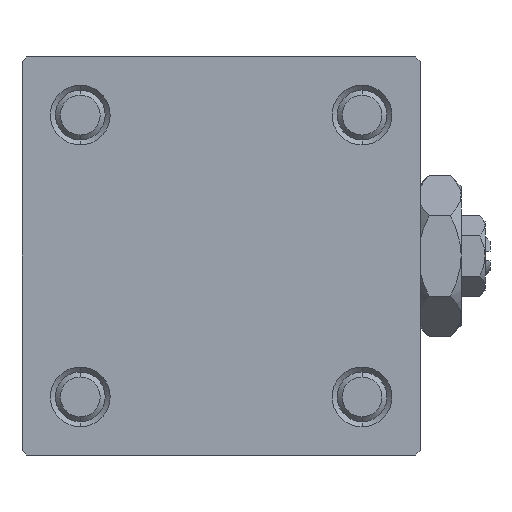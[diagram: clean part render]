
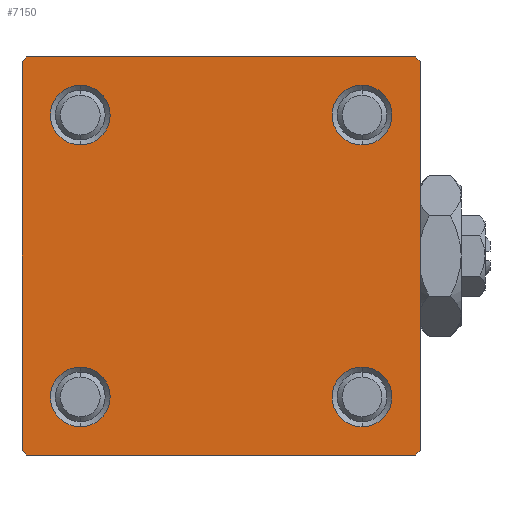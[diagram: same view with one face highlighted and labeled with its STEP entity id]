
A CAD part, left-side view. The second image highlights one B-rep face of the part: STEP entity #7150.
In plain terms, the highlighted planar face has unit normal (-1, 0, 0).
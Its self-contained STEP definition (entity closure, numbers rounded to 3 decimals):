
#38 = DIRECTION ( 'NONE',  ( 1., 0., 0. ) ) ;
#803 = EDGE_CURVE ( 'NONE', #30343, #20838, #18268, .T. ) ;
#1245 = LINE ( 'NONE', #50052, #37086 ) ;
#1364 = AXIS2_PLACEMENT_3D ( 'NONE', #26439, #42439, #14887 ) ;
#1596 = VERTEX_POINT ( 'NONE', #23159 ) ;
#1664 = VERTEX_POINT ( 'NONE', #8200 ) ;
#1960 = CARTESIAN_POINT ( 'NONE',  ( 0., 0., 0. ) ) ;
#2489 = FACE_OUTER_BOUND ( 'NONE', #48206, .T. ) ;
#2984 = CARTESIAN_POINT ( 'NONE',  ( 0., 14.15, 14.15 ) ) ;
#3059 = CARTESIAN_POINT ( 'NONE',  ( 0., 14.15, 17.15 ) ) ;
#3298 = VECTOR ( 'NONE', #10474, 1000. ) ;
#3455 = DIRECTION ( 'NONE',  ( 0., 0., 1. ) ) ;
#3717 = CARTESIAN_POINT ( 'NONE',  ( 0., 19.75, 19.75 ) ) ;
#4168 = EDGE_CURVE ( 'NONE', #1664, #36320, #51146, .T. ) ;
#4385 = CIRCLE ( 'NONE', #24451, 3. ) ;
#5073 = ORIENTED_EDGE ( 'NONE', *, *, #27046, .T. ) ;
#5083 = DIRECTION ( 'NONE',  ( 1., 0., 0. ) ) ;
#5290 = AXIS2_PLACEMENT_3D ( 'NONE', #11579, #38, #3455 ) ;
#5896 = FACE_BOUND ( 'NONE', #24798, .T. ) ;
#6021 = ORIENTED_EDGE ( 'NONE', *, *, #32813, .T. ) ;
#6125 = VECTOR ( 'NONE', #25205, 1000. ) ;
#6634 = ORIENTED_EDGE ( 'NONE', *, *, #31025, .T. ) ;
#7150 = ADVANCED_FACE ( 'NONE', ( #5896, #17958, #10090, #26602, #2489 ), #22420, .T. ) ;
#7341 = DIRECTION ( 'NONE',  ( 0., 0., 1. ) ) ;
#7819 = CIRCLE ( 'NONE', #5290, 3. ) ;
#8200 = CARTESIAN_POINT ( 'NONE',  ( 0., -20., 19.5 ) ) ;
#8691 = CARTESIAN_POINT ( 'NONE',  ( 0., -19.5, -20. ) ) ;
#8798 = DIRECTION ( 'NONE',  ( 0., -0.707, -0.707 ) ) ;
#9050 = CARTESIAN_POINT ( 'NONE',  ( 0., 19.75, -19.75 ) ) ;
#9114 = ORIENTED_EDGE ( 'NONE', *, *, #17969, .T. ) ;
#9211 = CARTESIAN_POINT ( 'NONE',  ( 0., 20., -20. ) ) ;
#9270 = CARTESIAN_POINT ( 'NONE',  ( 0., -14.15, -11.15 ) ) ;
#9470 = CARTESIAN_POINT ( 'NONE',  ( 0., 19.5, -20. ) ) ;
#9786 = VECTOR ( 'NONE', #8798, 1000. ) ;
#10012 = DIRECTION ( 'NONE',  ( 0., 0., 1. ) ) ;
#10090 = FACE_BOUND ( 'NONE', #47597, .T. ) ;
#10474 = DIRECTION ( 'NONE',  ( 0., 0.707, 0.707 ) ) ;
#10483 = EDGE_CURVE ( 'NONE', #45116, #14505, #4385, .T. ) ;
#11579 = CARTESIAN_POINT ( 'NONE',  ( 0., -14.15, -14.15 ) ) ;
#11627 = VERTEX_POINT ( 'NONE', #31615 ) ;
#11955 = LINE ( 'NONE', #36341, #28634 ) ;
#11966 = ORIENTED_EDGE ( 'NONE', *, *, #32854, .T. ) ;
#12051 = ORIENTED_EDGE ( 'NONE', *, *, #13699, .F. ) ;
#12839 = CARTESIAN_POINT ( 'NONE',  ( 0., -20., -19.5 ) ) ;
#13576 = ORIENTED_EDGE ( 'NONE', *, *, #15859, .F. ) ;
#13695 = CIRCLE ( 'NONE', #36309, 3. ) ;
#13699 = EDGE_CURVE ( 'NONE', #36963, #36320, #11955, .T. ) ;
#14073 = DIRECTION ( 'NONE',  ( 0., 0., -1. ) ) ;
#14253 = CARTESIAN_POINT ( 'NONE',  ( 0., 14.15, 11.15 ) ) ;
#14471 = CARTESIAN_POINT ( 'NONE',  ( 0., 20., -19.5 ) ) ;
#14505 = VERTEX_POINT ( 'NONE', #35175 ) ;
#14565 = VECTOR ( 'NONE', #31294, 1000. ) ;
#14887 = DIRECTION ( 'NONE',  ( 0., 0., 1. ) ) ;
#15502 = ORIENTED_EDGE ( 'NONE', *, *, #33977, .T. ) ;
#15631 = ORIENTED_EDGE ( 'NONE', *, *, #47704, .T. ) ;
#15825 = DIRECTION ( 'NONE',  ( 0., 0., 1. ) ) ;
#15831 = DIRECTION ( 'NONE',  ( 0., -0.707, 0.707 ) ) ;
#15859 = EDGE_CURVE ( 'NONE', #1664, #51934, #1245, .T. ) ;
#17958 = FACE_BOUND ( 'NONE', #47232, .T. ) ;
#17969 = EDGE_CURVE ( 'NONE', #28843, #44530, #41973, .T. ) ;
#18268 = CIRCLE ( 'NONE', #41691, 3. ) ;
#18482 = DIRECTION ( 'NONE',  ( 0., 0., 1. ) ) ;
#18985 = CARTESIAN_POINT ( 'NONE',  ( 0., -19.75, -19.75 ) ) ;
#19138 = CARTESIAN_POINT ( 'NONE',  ( 0., -14.15, 14.15 ) ) ;
#19584 = ORIENTED_EDGE ( 'NONE', *, *, #35219, .T. ) ;
#19719 = VERTEX_POINT ( 'NONE', #14471 ) ;
#20729 = CIRCLE ( 'NONE', #46701, 3. ) ;
#20838 = VERTEX_POINT ( 'NONE', #45379 ) ;
#22420 = PLANE ( 'NONE',  #22683 ) ;
#22566 = CARTESIAN_POINT ( 'NONE',  ( 0., 14.15, -14.15 ) ) ;
#22683 = AXIS2_PLACEMENT_3D ( 'NONE', #1960, #38421, #18482 ) ;
#22684 = CARTESIAN_POINT ( 'NONE',  ( 0., 19.5, 20. ) ) ;
#23159 = CARTESIAN_POINT ( 'NONE',  ( 0., 20., 19.5 ) ) ;
#24451 = AXIS2_PLACEMENT_3D ( 'NONE', #19138, #47742, #43789 ) ;
#24798 = EDGE_LOOP ( 'NONE', ( #44143, #26300 ) ) ;
#25205 = DIRECTION ( 'NONE',  ( 0., -1., 0. ) ) ;
#25272 = EDGE_CURVE ( 'NONE', #14505, #45116, #39072, .T. ) ;
#25388 = VECTOR ( 'NONE', #31779, 1000. ) ;
#26300 = ORIENTED_EDGE ( 'NONE', *, *, #25272, .T. ) ;
#26436 = VECTOR ( 'NONE', #15831, 1000. ) ;
#26439 = CARTESIAN_POINT ( 'NONE',  ( 0., -14.15, 14.15 ) ) ;
#26602 = FACE_BOUND ( 'NONE', #32669, .T. ) ;
#26720 = ORIENTED_EDGE ( 'NONE', *, *, #4168, .T. ) ;
#26962 = AXIS2_PLACEMENT_3D ( 'NONE', #2984, #46789, #15825 ) ;
#27046 = EDGE_CURVE ( 'NONE', #44530, #51934, #47584, .T. ) ;
#27226 = CARTESIAN_POINT ( 'NONE',  ( 0., 14.15, -17.15 ) ) ;
#28009 = EDGE_CURVE ( 'NONE', #19719, #28843, #44984, .T. ) ;
#28448 = VERTEX_POINT ( 'NONE', #9270 ) ;
#28634 = VECTOR ( 'NONE', #31891, 1000. ) ;
#28843 = VERTEX_POINT ( 'NONE', #9470 ) ;
#30343 = VERTEX_POINT ( 'NONE', #27226 ) ;
#30896 = VERTEX_POINT ( 'NONE', #14253 ) ;
#30905 = ORIENTED_EDGE ( 'NONE', *, *, #28009, .T. ) ;
#31025 = EDGE_CURVE ( 'NONE', #45283, #30896, #33672, .T. ) ;
#31037 = CARTESIAN_POINT ( 'NONE',  ( 0., 20., 20. ) ) ;
#31294 = DIRECTION ( 'NONE',  ( 0., 0., -1. ) ) ;
#31615 = CARTESIAN_POINT ( 'NONE',  ( 0., -14.15, -17.15 ) ) ;
#31779 = DIRECTION ( 'NONE',  ( 0., 0.707, -0.707 ) ) ;
#31891 = DIRECTION ( 'NONE',  ( 0., -1., 0. ) ) ;
#32669 = EDGE_LOOP ( 'NONE', ( #6634, #15502 ) ) ;
#32813 = EDGE_CURVE ( 'NONE', #28448, #11627, #7819, .T. ) ;
#32854 = EDGE_CURVE ( 'NONE', #36963, #1596, #35442, .T. ) ;
#33672 = CIRCLE ( 'NONE', #26962, 3. ) ;
#33977 = EDGE_CURVE ( 'NONE', #30896, #45283, #37972, .T. ) ;
#34449 = LINE ( 'NONE', #31037, #14565 ) ;
#34488 = EDGE_CURVE ( 'NONE', #11627, #28448, #13695, .T. ) ;
#35175 = CARTESIAN_POINT ( 'NONE',  ( 0., -14.15, 11.15 ) ) ;
#35219 = EDGE_CURVE ( 'NONE', #1596, #19719, #34449, .T. ) ;
#35442 = LINE ( 'NONE', #3717, #25388 ) ;
#35663 = ORIENTED_EDGE ( 'NONE', *, *, #34488, .T. ) ;
#36309 = AXIS2_PLACEMENT_3D ( 'NONE', #41018, #5083, #41268 ) ;
#36320 = VERTEX_POINT ( 'NONE', #43565 ) ;
#36341 = CARTESIAN_POINT ( 'NONE',  ( 0., 20., 20. ) ) ;
#36353 = ORIENTED_EDGE ( 'NONE', *, *, #803, .T. ) ;
#36963 = VERTEX_POINT ( 'NONE', #22684 ) ;
#37086 = VECTOR ( 'NONE', #14073, 1000. ) ;
#37813 = DIRECTION ( 'NONE',  ( 1., 0., 0. ) ) ;
#37972 = CIRCLE ( 'NONE', #42991, 3. ) ;
#38421 = DIRECTION ( 'NONE',  ( -1., 0., 0. ) ) ;
#38561 = DIRECTION ( 'NONE',  ( 1., 0., 0. ) ) ;
#39072 = CIRCLE ( 'NONE', #1364, 3. ) ;
#39805 = DIRECTION ( 'NONE',  ( 0., 0., 1. ) ) ;
#41018 = CARTESIAN_POINT ( 'NONE',  ( 0., -14.15, -14.15 ) ) ;
#41268 = DIRECTION ( 'NONE',  ( 0., 0., 1. ) ) ;
#41359 = CARTESIAN_POINT ( 'NONE',  ( 0., -14.15, 17.15 ) ) ;
#41691 = AXIS2_PLACEMENT_3D ( 'NONE', #22566, #38561, #7341 ) ;
#41864 = CARTESIAN_POINT ( 'NONE',  ( 0., 14.15, 14.15 ) ) ;
#41973 = LINE ( 'NONE', #9211, #6125 ) ;
#42439 = DIRECTION ( 'NONE',  ( 1., 0., 0. ) ) ;
#42991 = AXIS2_PLACEMENT_3D ( 'NONE', #41864, #50035, #39805 ) ;
#43565 = CARTESIAN_POINT ( 'NONE',  ( 0., -19.5, 20. ) ) ;
#43789 = DIRECTION ( 'NONE',  ( 0., 0., 1. ) ) ;
#44143 = ORIENTED_EDGE ( 'NONE', *, *, #10483, .T. ) ;
#44530 = VERTEX_POINT ( 'NONE', #8691 ) ;
#44984 = LINE ( 'NONE', #9050, #9786 ) ;
#45116 = VERTEX_POINT ( 'NONE', #41359 ) ;
#45283 = VERTEX_POINT ( 'NONE', #3059 ) ;
#45379 = CARTESIAN_POINT ( 'NONE',  ( 0., 14.15, -11.15 ) ) ;
#45945 = CARTESIAN_POINT ( 'NONE',  ( 0., 14.15, -14.15 ) ) ;
#46701 = AXIS2_PLACEMENT_3D ( 'NONE', #45945, #37813, #10012 ) ;
#46789 = DIRECTION ( 'NONE',  ( 1., 0., 0. ) ) ;
#47232 = EDGE_LOOP ( 'NONE', ( #6021, #35663 ) ) ;
#47584 = LINE ( 'NONE', #18985, #26436 ) ;
#47597 = EDGE_LOOP ( 'NONE', ( #15631, #36353 ) ) ;
#47704 = EDGE_CURVE ( 'NONE', #20838, #30343, #20729, .T. ) ;
#47742 = DIRECTION ( 'NONE',  ( 1., 0., 0. ) ) ;
#48206 = EDGE_LOOP ( 'NONE', ( #19584, #30905, #9114, #5073, #13576, #26720, #12051, #11966 ) ) ;
#50035 = DIRECTION ( 'NONE',  ( 1., 0., 0. ) ) ;
#50052 = CARTESIAN_POINT ( 'NONE',  ( 0., -20., 20. ) ) ;
#50109 = CARTESIAN_POINT ( 'NONE',  ( 0., -19.75, 19.75 ) ) ;
#51146 = LINE ( 'NONE', #50109, #3298 ) ;
#51934 = VERTEX_POINT ( 'NONE', #12839 ) ;
